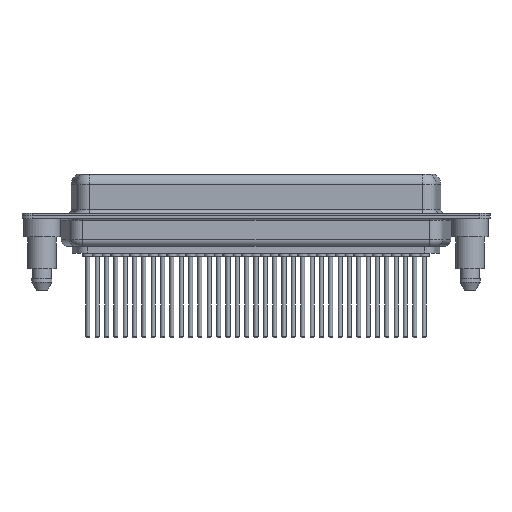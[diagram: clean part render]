
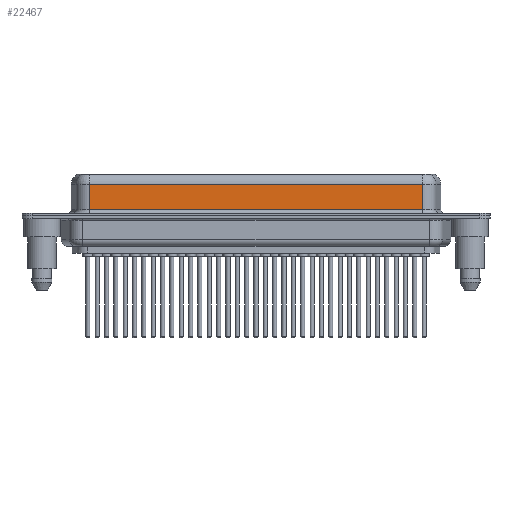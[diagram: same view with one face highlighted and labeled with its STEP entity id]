
A CAD part, front view. The second image highlights one B-rep face of the part: STEP entity #22467.
In plain terms, the highlighted planar face has unit normal (0, -1, 0).
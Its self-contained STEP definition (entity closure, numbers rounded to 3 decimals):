
#1631 = DIRECTION ( 'NONE',  ( -1., 0., 0. ) ) ;
#1891 = LINE ( 'NONE', #12459, #21252 ) ;
#2018 = LINE ( 'NONE', #21212, #23884 ) ;
#2032 = DIRECTION ( 'NONE',  ( 0., 0., -1. ) ) ;
#2565 = AXIS2_PLACEMENT_3D ( 'NONE', #16764, #12065, #1631 ) ;
#2726 = CARTESIAN_POINT ( 'NONE',  ( 56.462, -3.95, 4.65 ) ) ;
#3737 = FACE_OUTER_BOUND ( 'NONE', #7768, .T. ) ;
#4124 = DIRECTION ( 'NONE',  ( -1., 0., 0. ) ) ;
#4551 = CARTESIAN_POINT ( 'NONE',  ( 7.038, -3.95, 4.65 ) ) ;
#5998 = LINE ( 'NONE', #9611, #9915 ) ;
#7768 = EDGE_LOOP ( 'NONE', ( #8437, #19100, #10063, #8160 ) ) ;
#7863 = DIRECTION ( 'NONE',  ( 0., 0., -1. ) ) ;
#8160 = ORIENTED_EDGE ( 'NONE', *, *, #13186, .T. ) ;
#8437 = ORIENTED_EDGE ( 'NONE', *, *, #15380, .F. ) ;
#9218 = EDGE_CURVE ( 'NONE', #17391, #26996, #2018, .T. ) ;
#9611 = CARTESIAN_POINT ( 'NONE',  ( 56.462, -3.95, 0.9 ) ) ;
#9915 = VECTOR ( 'NONE', #12232, 1000. ) ;
#10063 = ORIENTED_EDGE ( 'NONE', *, *, #24202, .T. ) ;
#12065 = DIRECTION ( 'NONE',  ( 0., 1., 0. ) ) ;
#12232 = DIRECTION ( 'NONE',  ( 1., 0., 0. ) ) ;
#12459 = CARTESIAN_POINT ( 'NONE',  ( 7.038, -3.95, 6.4 ) ) ;
#12512 = CARTESIAN_POINT ( 'NONE',  ( 56.462, -3.95, 0.9 ) ) ;
#13186 = EDGE_CURVE ( 'NONE', #23817, #21299, #5998, .T. ) ;
#15380 = EDGE_CURVE ( 'NONE', #17391, #21299, #24684, .T. ) ;
#16357 = PLANE ( 'NONE',  #2565 ) ;
#16764 = CARTESIAN_POINT ( 'NONE',  ( 56.462, -3.95, 6.4 ) ) ;
#17391 = VERTEX_POINT ( 'NONE', #2726 ) ;
#19100 = ORIENTED_EDGE ( 'NONE', *, *, #9218, .T. ) ;
#21212 = CARTESIAN_POINT ( 'NONE',  ( 56.462, -3.95, 4.65 ) ) ;
#21252 = VECTOR ( 'NONE', #2032, 1000. ) ;
#21264 = CARTESIAN_POINT ( 'NONE',  ( 7.038, -3.95, 0.9 ) ) ;
#21299 = VERTEX_POINT ( 'NONE', #12512 ) ;
#22467 = ADVANCED_FACE ( 'NONE', ( #3737 ), #16357, .F. ) ;
#23817 = VERTEX_POINT ( 'NONE', #21264 ) ;
#23884 = VECTOR ( 'NONE', #4124, 1000. ) ;
#24202 = EDGE_CURVE ( 'NONE', #26996, #23817, #1891, .T. ) ;
#24684 = LINE ( 'NONE', #25106, #24961 ) ;
#24961 = VECTOR ( 'NONE', #7863, 1000. ) ;
#25106 = CARTESIAN_POINT ( 'NONE',  ( 56.462, -3.95, 6.4 ) ) ;
#26996 = VERTEX_POINT ( 'NONE', #4551 ) ;
